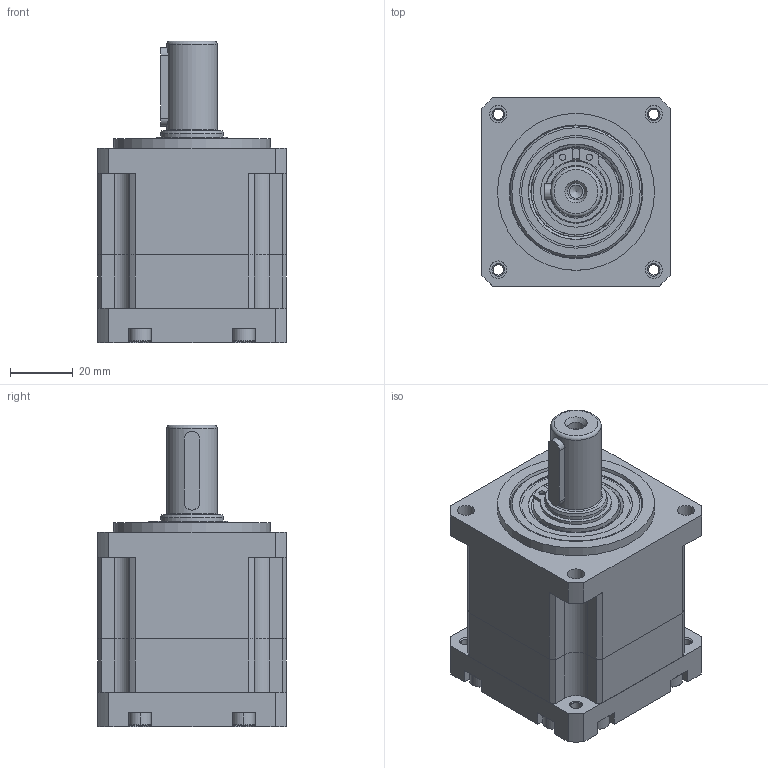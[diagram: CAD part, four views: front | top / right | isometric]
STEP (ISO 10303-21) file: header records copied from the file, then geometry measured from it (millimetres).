
FILE_DESCRIPTION(/* description */ (''),/* implementation_level */ '2;1');
FILE_NAME(/* name */ 'SG-APX060-16-[ ]-001-14.stp',/* time_stamp */ '2023-12-22T10:16:22+08:00',/* author */ (''),/* organization */ (''),/* preprocessor_version */ 'ST-DEVELOPER v16.7',/* originating_system */ 'SIEMENS PLM Software NX 12.0',/* authorisation */ '');
FILE_SCHEMA (('AUTOMOTIVE_DESIGN { 1 0 10303 214 3 1 1 1 }'));
Length unit declared in the file: millimetre
Products named in the file (1): SG-APX060-16-[   ]-001-14
Bounding box: 60 x 60 x 96 mm (x, y, z)
Volume: 155540.5 mm3; surface area: 91939.9 mm2
Topology: 79 solids, 79 shells, 626 faces, 1442 edges, 931 vertices
Faces by surface type: plane 232, cylinder 208, cone 95, sphere 46, torus 45
Full cylindrical faces by diameter (mm): 3.3 x12, 4.2 x1, 4.3 x16, 5.3 x1, 5.5 x4, 16 x1, 19 x1, 20 x8, 22 x2, 24 x5, 26 x1, 27.334 x4, 28 x5, 28.7 x8, 29 x1, 32 x4, 34.666 x4, 35.866 x8, 37 x1, 42 x4, 44.5 x1, 46 x1, 50 x2, 51 x2, 51.5 x1, 53 x1, 56 x1, 56.5 x4
Entity records: 16254 total; most frequent: DIRECTION 2879, CARTESIAN_POINT 2591, ORIENTED_EDGE 2108, AXIS2_PLACEMENT_3D 1204, EDGE_CURVE 1054, EDGE_LOOP 921, VERTEX_POINT 838, FACE_BOUND 697
